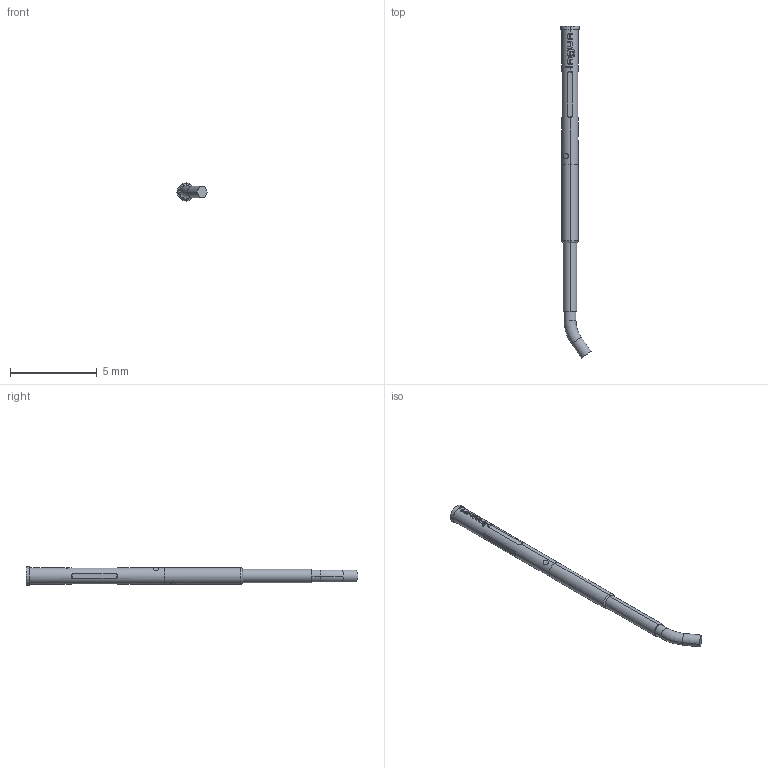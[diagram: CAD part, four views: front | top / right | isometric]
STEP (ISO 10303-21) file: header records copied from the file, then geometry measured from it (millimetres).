
FILE_DESCRIPTION (( 'STEP AP203' ), '1' );
FILE_NAME ('INGUN_KS-079_35_V-26.STEP', '2022-02-09T05:08:28', ( 'ochi' ), ( '' ), 'SwSTEP 2.0', 'SolidWorks 2018', '' );
FILE_SCHEMA (( 'CONFIG_CONTROL_DESIGN' ));
Length unit declared in the file: millimetre
Products named in the file (1): INGUN_KS-079_35_V-26
Bounding box: 1.74 x 19.16 x 1.05 mm (x, y, z)
Volume: 11.7 mm3; surface area: 54.5 mm2
Topology: 1 solids, 1 shells, 117 faces, 316 edges, 210 vertices
Faces by surface type: plane 49, cylinder 39, bspline 25, torus 4
Entity records: 4040 total; most frequent: CARTESIAN_POINT 1195, ORIENTED_EDGE 632, DIRECTION 502, EDGE_CURVE 316, VERTEX_POINT 210, AXIS2_PLACEMENT_3D 197, EDGE_LOOP 126, FACE_OUTER_BOUND 117
